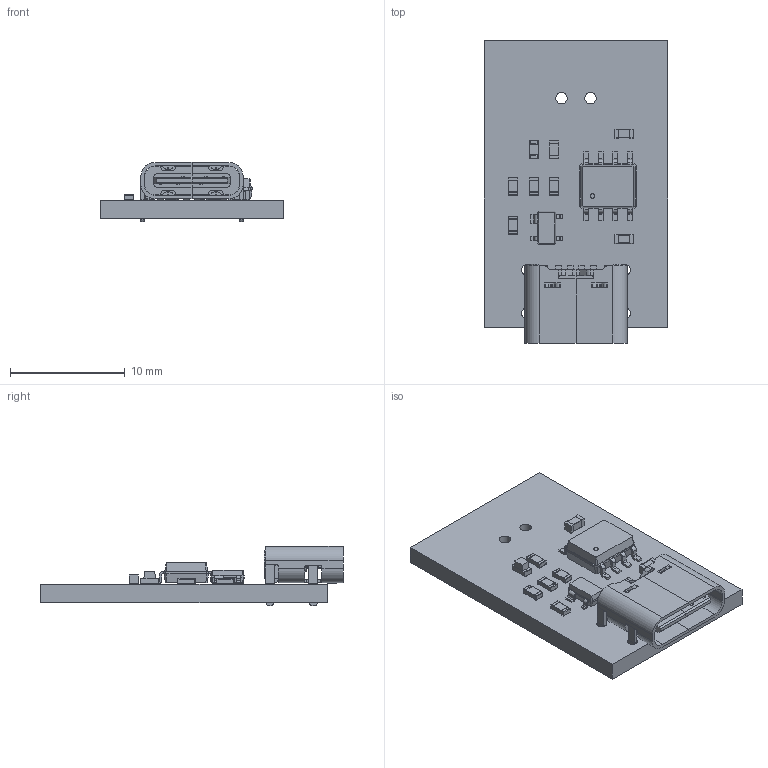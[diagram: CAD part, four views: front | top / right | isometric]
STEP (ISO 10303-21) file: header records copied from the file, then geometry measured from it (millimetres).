
FILE_DESCRIPTION(('KiCad electronic assembly'),'2;1');
FILE_NAME('MDL3-USB-C.step','2024-06-08T13:52:09',('Pcbnew'),('Kicad'), 'Open CASCADE STEP processor 7.7','KiCad to STEP converter','Unknown' );
FILE_SCHEMA(('AUTOMOTIVE_DESIGN { 1 0 10303 214 1 1 1 1 }'));
Length unit declared in the file: millimetre
Products named in the file (14): MDL3-USB-C 1; C_0603_1608Metric; R_0603_1608Metric; SO-8_3.9x4.9mm_P1.27mm; CQ assembly; LED_0603_1608Metric; USB_C_Receptacle_GCT_USB4125-xx-x-0190_6P_TopMnt_Horizontal; USB_C_Receptacle_GCT_USB4125-xx-x_6P_TopMnt_Horizontal; SOT-143; SOT_143; MDL3-USB-C_PCB
Assembly tree (18 placements, depth 3):
  MDL3-USB-C 1
    C_0603_1608Metric  x2
      C_0603_1608Metric
    R_0603_1608Metric  x5
      R_0603_1608Metric
    SO-8_3.9x4.9mm_P1.27mm
      CQ assembly
    LED_0603_1608Metric
      LED_0603_1608Metric
    USB_C_Receptacle_GCT_USB4125-xx-x-0190_6P_TopMnt_Horizontal
      USB_C_Receptacle_GCT_USB4125-xx-x_6P_TopMnt_Horizontal
    SOT-143
      SOT_143
    MDL3-USB-C_PCB
Bounding box: 16 x 26.4 x 5.16 mm (x, y, z)
Volume: 772.5 mm3; surface area: 1587.5 mm2
Topology: 36 solids, 36 shells, 1089 faces, 2751 edges, 1738 vertices
Faces by surface type: plane 797, cylinder 246, bspline 44, cone 2
Full cylindrical faces by diameter (mm): 0.4 x2, 0.8 x2, 0.9 x4, 1 x2
Entity records: 33688 total; most frequent: CARTESIAN_POINT 5085, ORIENTED_EDGE 4830, DIRECTION 4627, EDGE_CURVE 2407, LINE 1939, VECTOR 1939, VERTEX_POINT 1514, AXIS2_PLACEMENT_3D 1344
